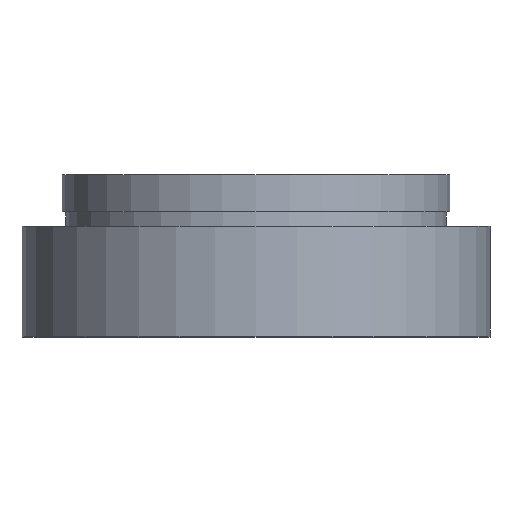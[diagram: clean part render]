
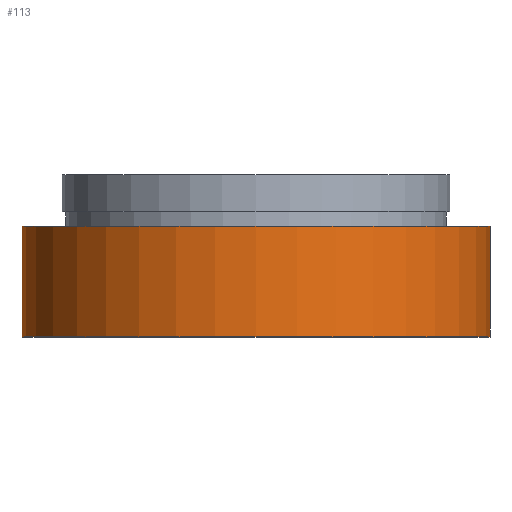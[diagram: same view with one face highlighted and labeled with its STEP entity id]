
A CAD part, top view. The second image highlights one B-rep face of the part: STEP entity #113.
In plain terms, the highlighted cylindrical face has radius 15.875 mm (diameter 31.75 mm), a partial arc.
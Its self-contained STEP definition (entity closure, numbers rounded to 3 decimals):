
#6 = VERTEX_POINT ( 'NONE', #589 ) ;
#9 = CIRCLE ( 'NONE', #486, 15.875 ) ;
#39 = CIRCLE ( 'NONE', #481, 15.875 ) ;
#51 = DIRECTION ( 'NONE',  ( 0., 1., 0. ) ) ;
#55 = CARTESIAN_POINT ( 'NONE',  ( 15.875, 0., 0. ) ) ;
#77 = DIRECTION ( 'NONE',  ( -1., 0., 0. ) ) ;
#99 = ORIENTED_EDGE ( 'NONE', *, *, #467, .T. ) ;
#110 = EDGE_LOOP ( 'NONE', ( #99, #141, #226, #500 ) ) ;
#113 = ADVANCED_FACE ( 'NONE', ( #496 ), #178, .T. ) ;
#119 = DIRECTION ( 'NONE',  ( -1., 0., 0. ) ) ;
#123 = VERTEX_POINT ( 'NONE', #369 ) ;
#135 = VECTOR ( 'NONE', #591, 1000. ) ;
#141 = ORIENTED_EDGE ( 'NONE', *, *, #534, .T. ) ;
#160 = DIRECTION ( 'NONE',  ( -1., 0., 0. ) ) ;
#164 = DIRECTION ( 'NONE',  ( 0., 1., 0. ) ) ;
#178 = CYLINDRICAL_SURFACE ( 'NONE', #517, 15.875 ) ;
#213 = LINE ( 'NONE', #402, #397 ) ;
#226 = ORIENTED_EDGE ( 'NONE', *, *, #600, .F. ) ;
#369 = CARTESIAN_POINT ( 'NONE',  ( 15.875, 7.5, 0. ) ) ;
#379 = CARTESIAN_POINT ( 'NONE',  ( 0., 16.886, 0. ) ) ;
#397 = VECTOR ( 'NONE', #51, 1000. ) ;
#402 = CARTESIAN_POINT ( 'NONE',  ( 15.875, 16.886, 0. ) ) ;
#415 = CARTESIAN_POINT ( 'NONE',  ( -15.875, 0., 0. ) ) ;
#419 = CARTESIAN_POINT ( 'NONE',  ( 0., 7.5, 0. ) ) ;
#426 = DIRECTION ( 'NONE',  ( 0., 1., 0. ) ) ;
#445 = VERTEX_POINT ( 'NONE', #55 ) ;
#458 = CARTESIAN_POINT ( 'NONE',  ( 0., 0., 0. ) ) ;
#465 = VERTEX_POINT ( 'NONE', #415 ) ;
#467 = EDGE_CURVE ( 'NONE', #465, #445, #39, .T. ) ;
#481 = AXIS2_PLACEMENT_3D ( 'NONE', #458, #595, #160 ) ;
#486 = AXIS2_PLACEMENT_3D ( 'NONE', #419, #164, #119 ) ;
#496 = FACE_OUTER_BOUND ( 'NONE', #110, .T. ) ;
#498 = CARTESIAN_POINT ( 'NONE',  ( -15.875, 16.886, 0. ) ) ;
#500 = ORIENTED_EDGE ( 'NONE', *, *, #567, .F. ) ;
#517 = AXIS2_PLACEMENT_3D ( 'NONE', #379, #426, #77 ) ;
#534 = EDGE_CURVE ( 'NONE', #445, #123, #213, .T. ) ;
#567 = EDGE_CURVE ( 'NONE', #465, #6, #578, .T. ) ;
#578 = LINE ( 'NONE', #498, #135 ) ;
#589 = CARTESIAN_POINT ( 'NONE',  ( -15.875, 7.5, 0. ) ) ;
#591 = DIRECTION ( 'NONE',  ( 0., 1., 0. ) ) ;
#595 = DIRECTION ( 'NONE',  ( 0., 1., 0. ) ) ;
#600 = EDGE_CURVE ( 'NONE', #6, #123, #9, .T. ) ;
